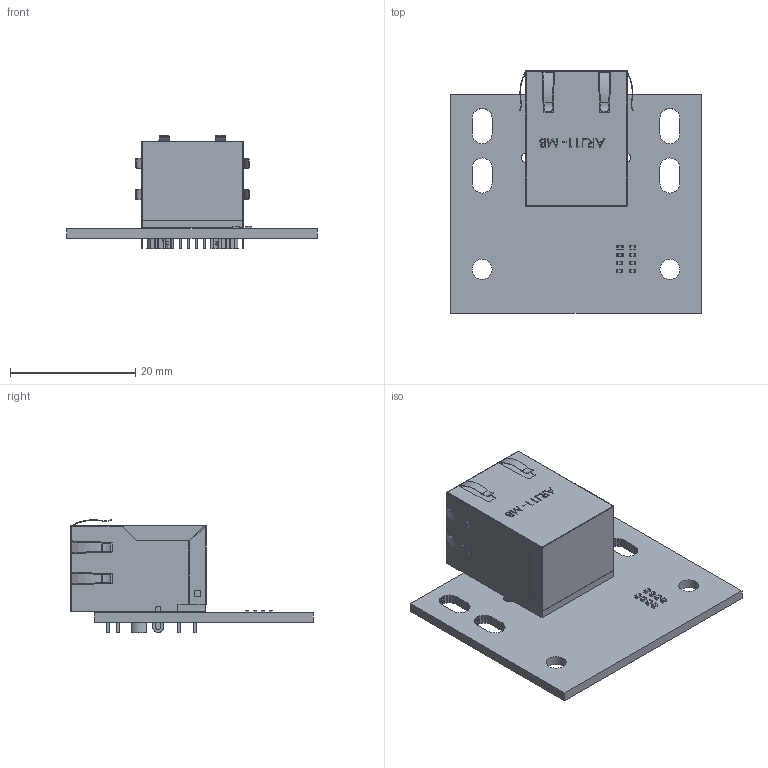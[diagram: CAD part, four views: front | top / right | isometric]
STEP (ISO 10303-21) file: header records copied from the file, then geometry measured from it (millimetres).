
FILE_DESCRIPTION(('KiCad electronic assembly'),'2;1');
FILE_NAME('Open CASCADE Shape Model','2024-02-08T14:10:32',('Pcbnew'),( 'Kicad'),'Open CASCADE STEP processor 7.6','KiCad to STEP converter' ,'Unknown');
FILE_SCHEMA(('AUTOMOTIVE_DESIGN_CC2 { 1 2 10303 214 -1 1 5 4 }'));
Length unit declared in the file: millimetre
Products named in the file (6): DPA-ETH-iMX 1; R_0402_1005Metric; SOLID; ARJ11E-MB; COMPOUND; DPA-ETH-iMX PCB
Assembly tree (12 placements, depth 3):
  DPA-ETH-iMX 1
    R_0402_1005Metric  x8
      SOLID
    ARJ11E-MB
      COMPOUND
    DPA-ETH-iMX PCB
Bounding box: 40 x 38.7 x 18.09 mm (x, y, z)
Volume: 5884.5 mm3; surface area: 7978.3 mm2
Topology: 20 solids, 20 shells, 879 faces, 2403 edges, 1574 vertices
Faces by surface type: plane 682, cylinder 174, bspline 19, cone 2, sphere 2
Full cylindrical faces by diameter (mm): 0.9 x10, 1 x4, 1.7 x2, 3.2 x4
Entity records: 24860 total; most frequent: CARTESIAN_POINT 5548, ORIENTED_EDGE 3850, DIRECTION 3327, EDGE_CURVE 1925, LINE 1645, VECTOR 1645, VERTEX_POINT 1266, AXIS2_PLACEMENT_3D 841
